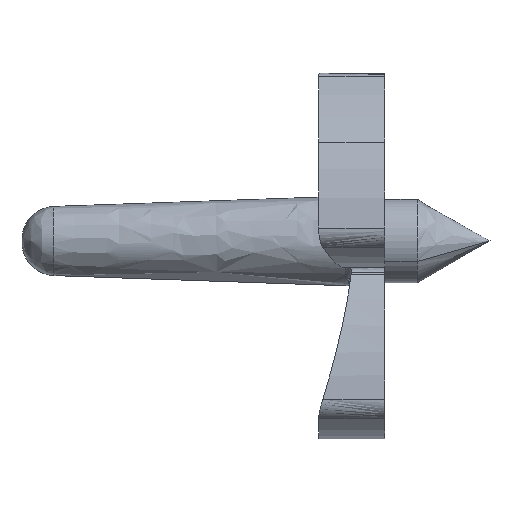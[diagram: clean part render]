
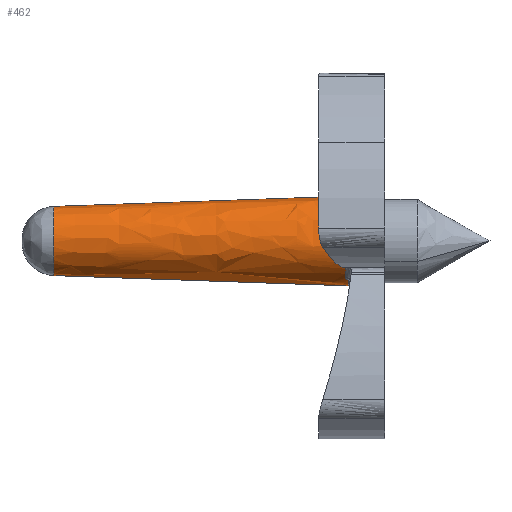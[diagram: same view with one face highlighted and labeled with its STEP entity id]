
A CAD part, left-side view. The second image highlights one B-rep face of the part: STEP entity #462.
In plain terms, the highlighted free-form (B-spline) face has degree [2, 1] with [5, 2] control points.
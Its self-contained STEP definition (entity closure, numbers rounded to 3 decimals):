
#99 = VERTEX_POINT('',#100);
#100 = CARTESIAN_POINT('',(21.681,38.041,
    76.344));
#412 = VERTEX_POINT('',#413);
#413 = CARTESIAN_POINT('',(21.681,104.896,
    78.679));
#414 = VERTEX_POINT('',#415);
#415 = CARTESIAN_POINT('',(21.681,104.896,
    94.387));
#462 = ADVANCED_FACE('',(#463),#560,.T.);
#463 = FACE_BOUND('',#464,.T.);
#464 = EDGE_LOOP('',(#465,#473,#478,#486,#501,#509,#524,#532,#547,#555)
  );
#465 = ORIENTED_EDGE('',*,*,#466,.T.);
#466 = EDGE_CURVE('',#414,#412,#467,.T.);
#467 = ( BOUNDED_CURVE() B_SPLINE_CURVE(2,(#468,#469,#470,#471,#472),
.UNSPECIFIED.,.F.,.F.) B_SPLINE_CURVE_WITH_KNOTS((3,2,3),(3.142,
4.712,6.283),.PIECEWISE_BEZIER_KNOTS.) CURVE() 
GEOMETRIC_REPRESENTATION_ITEM() RATIONAL_B_SPLINE_CURVE((1.,
0.707,1.,0.707,1.)) REPRESENTATION_ITEM('') );
#468 = CARTESIAN_POINT('',(21.681,104.896,
    94.387));
#469 = CARTESIAN_POINT('',(13.827,104.896,
    94.387));
#470 = CARTESIAN_POINT('',(13.827,104.896,
    86.533));
#471 = CARTESIAN_POINT('',(13.827,104.896,
    78.679));
#472 = CARTESIAN_POINT('',(21.681,104.896,
    78.679));
#473 = ORIENTED_EDGE('',*,*,#474,.T.);
#474 = EDGE_CURVE('',#412,#99,#475,.T.);
#475 = B_SPLINE_CURVE_WITH_KNOTS('',1,(#476,#477),.UNSPECIFIED.,.F.,.F.,
  (2,2),(-50.205,-5.508),.PIECEWISE_BEZIER_KNOTS.);
#476 = CARTESIAN_POINT('',(21.681,104.896,
    78.679));
#477 = CARTESIAN_POINT('',(21.681,38.041,
    76.344));
#478 = ORIENTED_EDGE('',*,*,#479,.T.);
#479 = EDGE_CURVE('',#99,#480,#482,.T.);
#480 = VERTEX_POINT('',#481);
#481 = CARTESIAN_POINT('',(17.218,38.041,
    77.374));
#482 = ( BOUNDED_CURVE() B_SPLINE_CURVE(2,(#483,#484,#485),
.UNSPECIFIED.,.F.,.F.) B_SPLINE_CURVE_WITH_KNOTS((3,3),(3.142,
3.595),.PIECEWISE_BEZIER_KNOTS.) CURVE() 
GEOMETRIC_REPRESENTATION_ITEM() RATIONAL_B_SPLINE_CURVE((1.,
0.974,1.)) REPRESENTATION_ITEM('') );
#483 = CARTESIAN_POINT('',(21.681,38.041,
    76.344));
#484 = CARTESIAN_POINT('',(19.331,38.041,
    76.344));
#485 = CARTESIAN_POINT('',(17.218,38.041,
    77.374));
#486 = ORIENTED_EDGE('',*,*,#487,.T.);
#487 = EDGE_CURVE('',#480,#488,#490,.T.);
#488 = VERTEX_POINT('',#489);
#489 = CARTESIAN_POINT('',(15.819,38.634,
    78.225));
#490 = B_SPLINE_CURVE_WITH_KNOTS('',3,(#491,#492,#493,#494,#495,#496,
    #497,#498,#499,#500),.UNSPECIFIED.,.F.,.F.,(4,2,2,2,4),(0.,
    0.,0.001,0.001,
    0.001),.UNSPECIFIED.);
#491 = CARTESIAN_POINT('',(17.218,38.041,
    77.374));
#492 = CARTESIAN_POINT('',(17.084,38.041,
    77.439));
#493 = CARTESIAN_POINT('',(16.962,38.103,
    77.505));
#494 = CARTESIAN_POINT('',(16.736,38.241,
    77.632));
#495 = CARTESIAN_POINT('',(16.628,38.319,
    77.696));
#496 = CARTESIAN_POINT('',(16.408,38.458,
    77.832));
#497 = CARTESIAN_POINT('',(16.295,38.519,77.903
    ));
#498 = CARTESIAN_POINT('',(16.061,38.608,
    78.057));
#499 = CARTESIAN_POINT('',(15.941,38.634,
    78.139));
#500 = CARTESIAN_POINT('',(15.819,38.634,
    78.225));
#501 = ORIENTED_EDGE('',*,*,#502,.T.);
#502 = EDGE_CURVE('',#488,#503,#505,.T.);
#503 = VERTEX_POINT('',#504);
#504 = CARTESIAN_POINT('',(11.555,38.634,
    85.61));
#505 = ( BOUNDED_CURVE() B_SPLINE_CURVE(2,(#506,#507,#508),
.UNSPECIFIED.,.F.,.F.) B_SPLINE_CURVE_WITH_KNOTS((3,3),(0.614,
1.48),.PIECEWISE_BEZIER_KNOTS.) CURVE() 
GEOMETRIC_REPRESENTATION_ITEM() RATIONAL_B_SPLINE_CURVE((1.,
0.908,1.)) REPRESENTATION_ITEM('') );
#506 = CARTESIAN_POINT('',(15.819,38.634,
    78.225));
#507 = CARTESIAN_POINT('',(11.982,38.634,
    80.933));
#508 = CARTESIAN_POINT('',(11.555,38.634,
    85.61));
#509 = ORIENTED_EDGE('',*,*,#510,.T.);
#510 = EDGE_CURVE('',#503,#511,#513,.T.);
#511 = VERTEX_POINT('',#512);
#512 = CARTESIAN_POINT('',(11.518,38.041,
    87.247));
#513 = B_SPLINE_CURVE_WITH_KNOTS('',3,(#514,#515,#516,#517,#518,#519,
    #520,#521,#522,#523),.UNSPECIFIED.,.F.,.F.,(4,2,2,2,4),(0.,
    0.,0.001,0.001,
    0.001),.UNSPECIFIED.);
#514 = CARTESIAN_POINT('',(11.555,38.634,
    85.61));
#515 = CARTESIAN_POINT('',(11.542,38.634,
    85.758));
#516 = CARTESIAN_POINT('',(11.531,38.607,
    85.903));
#517 = CARTESIAN_POINT('',(11.515,38.52,
    86.181));
#518 = CARTESIAN_POINT('',(11.509,38.459,
    86.315));
#519 = CARTESIAN_POINT('',(11.502,38.32,
    86.574));
#520 = CARTESIAN_POINT('',(11.5,38.242,
    86.699));
#521 = CARTESIAN_POINT('',(11.503,38.103,
    86.958));
#522 = CARTESIAN_POINT('',(11.507,38.041,
    87.098));
#523 = CARTESIAN_POINT('',(11.518,38.041,
    87.247));
#524 = ORIENTED_EDGE('',*,*,#525,.T.);
#525 = EDGE_CURVE('',#511,#526,#528,.T.);
#526 = VERTEX_POINT('',#527);
#527 = CARTESIAN_POINT('',(15.982,38.041,
    94.978));
#528 = ( BOUNDED_CURVE() B_SPLINE_CURVE(2,(#529,#530,#531),
.UNSPECIFIED.,.F.,.F.) B_SPLINE_CURVE_WITH_KNOTS((3,3),(4.783,
5.689),.PIECEWISE_BEZIER_KNOTS.) CURVE() 
GEOMETRIC_REPRESENTATION_ITEM() RATIONAL_B_SPLINE_CURVE((1.,
0.899,1.)) REPRESENTATION_ITEM('') );
#529 = CARTESIAN_POINT('',(11.518,38.041,
    87.247));
#530 = CARTESIAN_POINT('',(11.866,38.041,
    92.2));
#531 = CARTESIAN_POINT('',(15.982,38.041,
    94.978));
#532 = ORIENTED_EDGE('',*,*,#533,.T.);
#533 = EDGE_CURVE('',#526,#534,#536,.T.);
#534 = VERTEX_POINT('',#535);
#535 = CARTESIAN_POINT('',(17.417,38.634,
    95.764));
#536 = B_SPLINE_CURVE_WITH_KNOTS('',3,(#537,#538,#539,#540,#541,#542,
    #543,#544,#545,#546),.UNSPECIFIED.,.F.,.F.,(4,2,2,2,4),(0.,
    0.,0.001,0.001,
    0.001),.UNSPECIFIED.);
#537 = CARTESIAN_POINT('',(15.982,38.041,
    94.978));
#538 = CARTESIAN_POINT('',(16.105,38.041,
    95.061));
#539 = CARTESIAN_POINT('',(16.222,38.103,
    95.134));
#540 = CARTESIAN_POINT('',(16.446,38.241,
    95.266));
#541 = CARTESIAN_POINT('',(16.555,38.319,
    95.328));
#542 = CARTESIAN_POINT('',(16.783,38.458,
    95.451));
#543 = CARTESIAN_POINT('',(16.901,38.519,95.513
    ));
#544 = CARTESIAN_POINT('',(17.152,38.608,
    95.638));
#545 = CARTESIAN_POINT('',(17.283,38.634,
    95.702));
#546 = CARTESIAN_POINT('',(17.417,38.634,
    95.764));
#547 = ORIENTED_EDGE('',*,*,#548,.T.);
#548 = EDGE_CURVE('',#534,#549,#551,.T.);
#549 = VERTEX_POINT('',#550);
#550 = CARTESIAN_POINT('',(21.681,38.634,
    96.701));
#551 = ( BOUNDED_CURVE() B_SPLINE_CURVE(2,(#552,#553,#554),
.UNSPECIFIED.,.F.,.F.) B_SPLINE_CURVE_WITH_KNOTS((3,3),(2.709,
3.142),.PIECEWISE_BEZIER_KNOTS.) CURVE() 
GEOMETRIC_REPRESENTATION_ITEM() RATIONAL_B_SPLINE_CURVE((1.,
0.977,1.)) REPRESENTATION_ITEM('') );
#552 = CARTESIAN_POINT('',(17.417,38.634,
    95.764));
#553 = CARTESIAN_POINT('',(19.446,38.634,
    96.701));
#554 = CARTESIAN_POINT('',(21.681,38.634,
    96.701));
#555 = ORIENTED_EDGE('',*,*,#556,.F.);
#556 = EDGE_CURVE('',#414,#549,#557,.T.);
#557 = B_SPLINE_CURVE_WITH_KNOTS('',1,(#558,#559),.UNSPECIFIED.,.F.,.F.,
  (2,2),(-50.205,-5.904),.PIECEWISE_BEZIER_KNOTS.);
#558 = CARTESIAN_POINT('',(21.681,104.896,
    94.387));
#559 = CARTESIAN_POINT('',(21.681,38.634,
    96.701));
#560 = ( BOUNDED_SURFACE() B_SPLINE_SURFACE(2,1,(
    (#561,#562)
    ,(#563,#564)
    ,(#565,#566)
    ,(#567,#568)
,(#569,#570
    )),.UNSPECIFIED.,.F.,.F.,.F.) B_SPLINE_SURFACE_WITH_KNOTS((3,2,3),(2
    ,2),(0.,1.571,3.142),(-50.205,
    -5.508),.PIECEWISE_BEZIER_KNOTS.) 
GEOMETRIC_REPRESENTATION_ITEM() RATIONAL_B_SPLINE_SURFACE((
    (1.,1.)
    ,(0.707,0.707)
    ,(1.,1.)
    ,(0.707,0.707)
,(1.,1.))) REPRESENTATION_ITEM('') SURFACE() );
#561 = CARTESIAN_POINT('',(21.681,104.896,
    94.387));
#562 = CARTESIAN_POINT('',(21.681,38.041,
    96.722));
#563 = CARTESIAN_POINT('',(13.827,104.896,
    94.387));
#564 = CARTESIAN_POINT('',(11.493,38.041,
    96.722));
#565 = CARTESIAN_POINT('',(13.827,104.896,
    86.533));
#566 = CARTESIAN_POINT('',(11.493,38.041,
    86.533));
#567 = CARTESIAN_POINT('',(13.827,104.896,
    78.679));
#568 = CARTESIAN_POINT('',(11.493,38.041,
    76.344));
#569 = CARTESIAN_POINT('',(21.681,104.896,
    78.679));
#570 = CARTESIAN_POINT('',(21.681,38.041,
    76.344));
